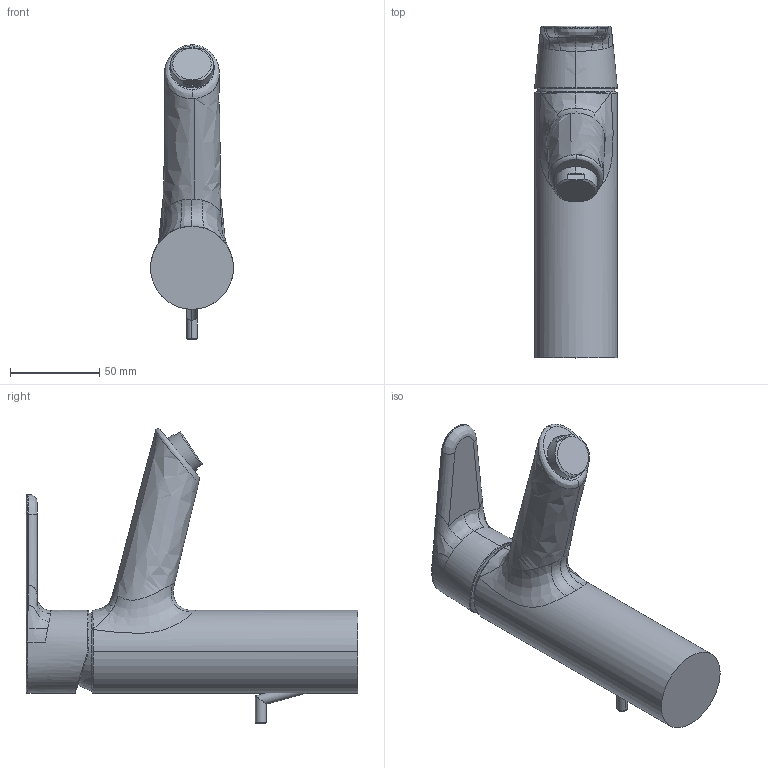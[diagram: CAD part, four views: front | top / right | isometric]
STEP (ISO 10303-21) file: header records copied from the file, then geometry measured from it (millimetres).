
FILE_DESCRIPTION (( 'STEP AP203' ), '1' );
FILE_NAME ('52562263(2022).STEP', '2022-02-08T06:49:05', ( '' ), ( '' ), 'SwSTEP 2.0', 'SolidWorks 2016', '' );
FILE_SCHEMA (( 'CONFIG_CONTROL_DESIGN' ));
Length unit declared in the file: millimetre
Products named in the file (1): 52562263(2022)
Bounding box: 46.5 x 186 x 165.09 mm (x, y, z)
Volume: 413160.4 mm3; surface area: 52749.9 mm2
Topology: 5 solids, 5 shells, 86 faces, 204 edges, 129 vertices
Faces by surface type: bspline 55, plane 18, cylinder 11, cone 2
Entity records: 13155 total; most frequent: CARTESIAN_POINT 11553, ORIENTED_EDGE 404, EDGE_CURVE 202, DIRECTION 159, B_SPLINE_CURVE_WITH_KNOTS 138, VERTEX_POINT 129, EDGE_LOOP 89, ADVANCED_FACE 86
